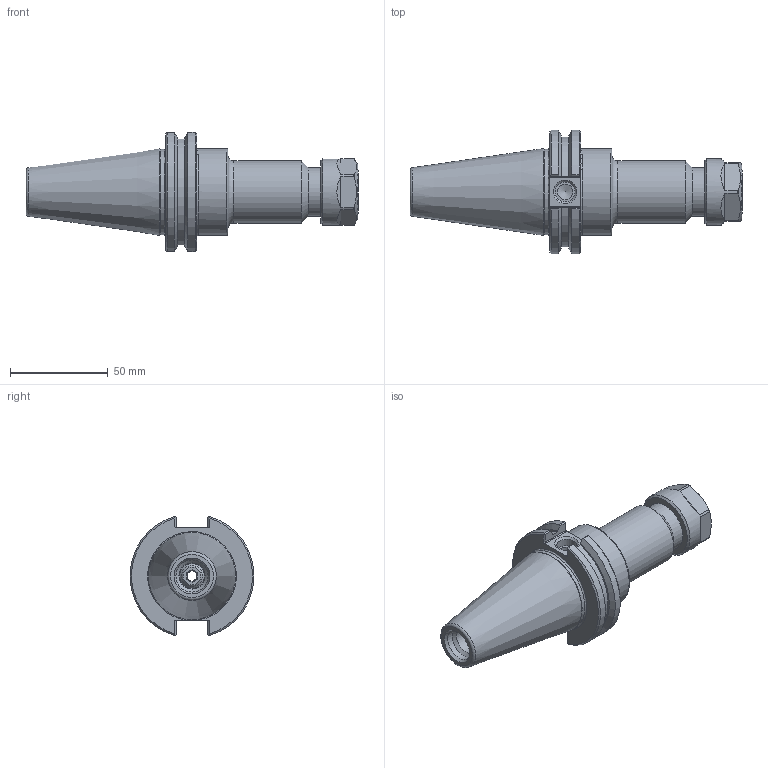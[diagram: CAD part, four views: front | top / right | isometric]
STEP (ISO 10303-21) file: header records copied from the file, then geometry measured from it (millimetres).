
FILE_DESCRIPTION((''),'2;1');
FILE_NAME('C40-20ER4.stp','2014-07-25T09:18:01',('kaykin'),(''),'Autodesk Inventor 2012','Autodesk Inventor 2012','');
FILE_SCHEMA(('AUTOMOTIVE_DESIGN { 1 0 10303 214 1 1 1 1 }'));
Length unit declared in the file: inch
Products named in the file (4): C40-20ER4; C40-20ER4-1; 20ERHN; BS-09
Assembly tree (3 placements, depth 2):
  C40-20ER4
    C40-20ER4-1
    20ERHN
    BS-09
Bounding box: 169.99 x 63.26 x 61.05 mm (x, y, z)
Volume: 162829.2 mm3; surface area: 35591.2 mm2
Topology: 3 solids, 3 shells, 147 faces, 362 edges, 227 vertices
Faces by surface type: plane 65, cylinder 40, cone 31, torus 11
Full cylindrical faces by diameter (mm): 7.137 x1, 8.001 x1, 10.135 x1, 10.719 x2, 12.751 x1, 13.335 x1, 13.386 x1, 14.097 x1, 14.478 x1, 15.76 x1, 16.459 x1, 20.83 x1, 21.85 x1, 23.5 x1, 25 x1, 26 x1, 31.75 x1, 34 x1, 43.942 x1, 44.45 x1
Entity records: 4254 total; most frequent: CARTESIAN_POINT 886, DIRECTION 668, ORIENTED_EDGE 602, EDGE_CURVE 301, AXIS2_PLACEMENT_3D 271, VERTEX_POINT 215, EDGE_LOOP 208, FACE_OUTER_BOUND 147
